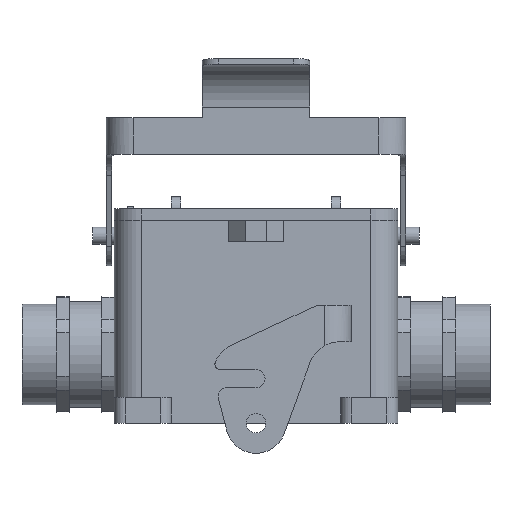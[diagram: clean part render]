
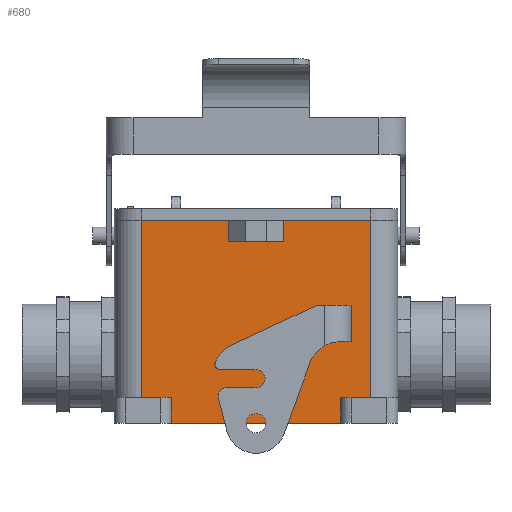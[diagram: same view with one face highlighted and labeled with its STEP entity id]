
A CAD part, front view. The second image highlights one B-rep face of the part: STEP entity #680.
In plain terms, the highlighted planar face has unit normal (0, -1, 0).
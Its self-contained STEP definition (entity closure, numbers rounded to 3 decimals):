
#680 = ADVANCED_FACE( '', ( #1484 ), #1485, .T. );
#1484 = FACE_OUTER_BOUND( '', #2402, .T. );
#1485 = PLANE( '', #2403 );
#2402 = EDGE_LOOP( '', ( #4377, #4378, #4379, #4380, #4381, #4382, #4383, #4384, #4385, #4386, #4387, #4388 ) );
#2403 = AXIS2_PLACEMENT_3D( '', #4389, #4390, #4391 );
#4377 = ORIENTED_EDGE( '', *, *, #6021, .F. );
#4378 = ORIENTED_EDGE( '', *, *, #5980, .F. );
#4379 = ORIENTED_EDGE( '', *, *, #5794, .F. );
#4380 = ORIENTED_EDGE( '', *, *, #5774, .F. );
#4381 = ORIENTED_EDGE( '', *, *, #5474, .T. );
#4382 = ORIENTED_EDGE( '', *, *, #6071, .F. );
#4383 = ORIENTED_EDGE( '', *, *, #6103, .T. );
#4384 = ORIENTED_EDGE( '', *, *, #6087, .T. );
#4385 = ORIENTED_EDGE( '', *, *, #5897, .F. );
#4386 = ORIENTED_EDGE( '', *, *, #5621, .T. );
#4387 = ORIENTED_EDGE( '', *, *, #6104, .T. );
#4388 = ORIENTED_EDGE( '', *, *, #5947, .T. );
#4389 = CARTESIAN_POINT( '', ( -66., -45., 94.5 ) );
#4390 = DIRECTION( '', ( 0., -1., 0. ) );
#4391 = DIRECTION( '', ( 0., 0., 1. ) );
#5474 = EDGE_CURVE( '', #6625, #6623, #6626, .T. );
#5621 = EDGE_CURVE( '', #6876, #6874, #6877, .F. );
#5774 = EDGE_CURVE( '', #6625, #7116, #7120, .F. );
#5794 = EDGE_CURVE( '', #7116, #7138, #7149, .T. );
#5897 = EDGE_CURVE( '', #6876, #7294, #7295, .T. );
#5947 = EDGE_CURVE( '', #7366, #7367, #7368, .F. );
#5980 = EDGE_CURVE( '', #7138, #7415, #7416, .F. );
#6021 = EDGE_CURVE( '', #7415, #7367, #7472, .T. );
#6071 = EDGE_CURVE( '', #7536, #6623, #7538, .T. );
#6087 = EDGE_CURVE( '', #7557, #7294, #7559, .T. );
#6103 = EDGE_CURVE( '', #7536, #7557, #7577, .T. );
#6104 = EDGE_CURVE( '', #6874, #7366, #7578, .T. );
#6623 = VERTEX_POINT( '', #8315 );
#6625 = VERTEX_POINT( '', #8318 );
#6626 = LINE( '', #8319, #8320 );
#6874 = VERTEX_POINT( '', #8666 );
#6876 = VERTEX_POINT( '', #8668 );
#6877 = LINE( '', #8669, #8670 );
#7116 = VERTEX_POINT( '', #9031 );
#7120 = LINE( '', #9036, #9037 );
#7138 = VERTEX_POINT( '', #9062 );
#7149 = LINE( '', #9078, #9079 );
#7294 = VERTEX_POINT( '', #9318 );
#7295 = LINE( '', #9319, #9320 );
#7366 = VERTEX_POINT( '', #9434 );
#7367 = VERTEX_POINT( '', #9435 );
#7368 = LINE( '', #9436, #9437 );
#7415 = VERTEX_POINT( '', #9503 );
#7416 = LINE( '', #9504, #9505 );
#7472 = LINE( '', #9590, #9591 );
#7536 = VERTEX_POINT( '', #9691 );
#7538 = LINE( '', #9694, #9695 );
#7557 = VERTEX_POINT( '', #9721 );
#7559 = LINE( '', #9724, #9725 );
#7577 = LINE( '', #9751, #9752 );
#7578 = LINE( '', #9753, #9754 );
#8315 = CARTESIAN_POINT( '', ( -39.5, -45., 12. ) );
#8318 = CARTESIAN_POINT( '', ( -53.5, -45., 12. ) );
#8319 = CARTESIAN_POINT( '', ( -66., -45., 12. ) );
#8320 = VECTOR( '', #10312, 1000. );
#8666 = CARTESIAN_POINT( '', ( 53.5, -45., 94.5 ) );
#8668 = CARTESIAN_POINT( '', ( 53.5, -45., 12. ) );
#8669 = CARTESIAN_POINT( '', ( 53.5, -45., 94.5 ) );
#8670 = VECTOR( '', #10517, 1000. );
#9031 = CARTESIAN_POINT( '', ( -53.5, -45., 94.5 ) );
#9036 = CARTESIAN_POINT( '', ( -53.5, -45., 94.5 ) );
#9037 = VECTOR( '', #10700, 1000. );
#9062 = CARTESIAN_POINT( '', ( -13., -45., 94.5 ) );
#9078 = CARTESIAN_POINT( '', ( -66., -45., 94.5 ) );
#9079 = VECTOR( '', #10722, 1000. );
#9318 = CARTESIAN_POINT( '', ( 39.5, -45., 12. ) );
#9319 = CARTESIAN_POINT( '', ( 66., -45., 12. ) );
#9320 = VECTOR( '', #10839, 1000. );
#9434 = CARTESIAN_POINT( '', ( 13., -45., 94.5 ) );
#9435 = CARTESIAN_POINT( '', ( 13., -45., 84.5 ) );
#9436 = CARTESIAN_POINT( '', ( 13., -45., 89.5 ) );
#9437 = VECTOR( '', #10893, 1000. );
#9503 = CARTESIAN_POINT( '', ( -13., -45., 84.5 ) );
#9504 = CARTESIAN_POINT( '', ( -13., -45., 89.5 ) );
#9505 = VECTOR( '', #10928, 1000. );
#9590 = CARTESIAN_POINT( '', ( -5., -45., 84.5 ) );
#9591 = VECTOR( '', #10974, 1000. );
#9691 = CARTESIAN_POINT( '', ( -39.5, -45., 0. ) );
#9694 = CARTESIAN_POINT( '', ( -39.5, -45., -117.947 ) );
#9695 = VECTOR( '', #11029, 1000. );
#9721 = CARTESIAN_POINT( '', ( 39.5, -45., 0. ) );
#9724 = CARTESIAN_POINT( '', ( 39.5, -45., -117.947 ) );
#9725 = VECTOR( '', #11044, 1000. );
#9751 = CARTESIAN_POINT( '', ( -66., -45., 0. ) );
#9752 = VECTOR( '', #11062, 1000. );
#9753 = CARTESIAN_POINT( '', ( 66., -45., 94.5 ) );
#9754 = VECTOR( '', #11063, 1000. );
#10312 = DIRECTION( '', ( 1., 0., 0. ) );
#10517 = DIRECTION( '', ( 0., 0., -1. ) );
#10700 = DIRECTION( '', ( 0., 0., -1. ) );
#10722 = DIRECTION( '', ( 1., 0., 0. ) );
#10839 = DIRECTION( '', ( -1., 0., 0. ) );
#10893 = DIRECTION( '', ( 0., 0., 1. ) );
#10928 = DIRECTION( '', ( 0., 0., 1. ) );
#10974 = DIRECTION( '', ( 1., 0., 0. ) );
#11029 = DIRECTION( '', ( 0., 0., 1. ) );
#11044 = DIRECTION( '', ( 0., 0., 1. ) );
#11062 = DIRECTION( '', ( 1., 0., 0. ) );
#11063 = DIRECTION( '', ( -1., 0., 0. ) );
